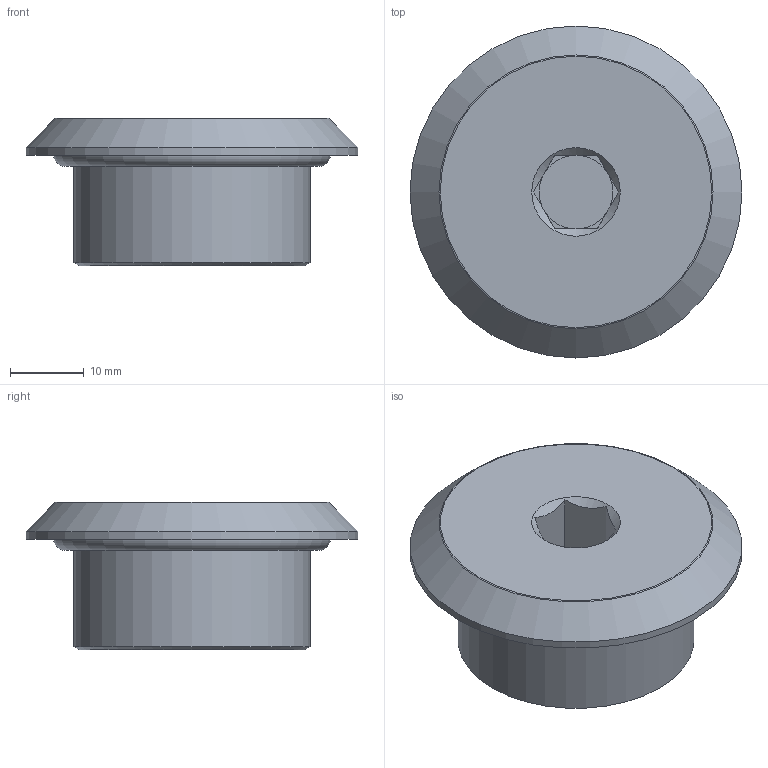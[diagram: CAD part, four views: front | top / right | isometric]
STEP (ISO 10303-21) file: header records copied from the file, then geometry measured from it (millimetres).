
FILE_DESCRIPTION(/* description */ ('487 M32 Stopping Plug'),/* implementation_level */ '2;1');
FILE_NAME(/* name */ '487_M32.stp',/* time_stamp */ '2023-11-01T00:35:18+05:00',/* author */ ('pradhakrishnan'),/* organization */ (''),/* preprocessor_version */ 'ST-DEVELOPER v18',/* originating_system */ 'Autodesk Inventor 2020',/* authorisation */ '');
FILE_SCHEMA (('AUTOMOTIVE_DESIGN { 1 0 10303 214 3 1 1 }'));
Length unit declared in the file: millimetre
Products named in the file (3): 487_M32; 487_M32_1; 31.5 x 3.0 O Ring
Assembly tree (2 placements, depth 2):
  487_M32
    487_M32_1
    31.5 x 3.0 O Ring
Bounding box: 45 x 45 x 20 mm (x, y, z)
Volume: 18252.6 mm3; surface area: 6677.6 mm2
Topology: 2 solids, 2 shells, 28 faces, 80 edges, 56 vertices
Faces by surface type: plane 16, torus 5, cone 4, cylinder 3
Full cylindrical faces by diameter (mm): 32 x1, 38 x1, 45 x1
Entity records: 1051 total; most frequent: CARTESIAN_POINT 192, DIRECTION 175, ORIENTED_EDGE 158, EDGE_CURVE 79, AXIS2_PLACEMENT_3D 75, VERTEX_POINT 56, CIRCLE 42, EDGE_LOOP 31
